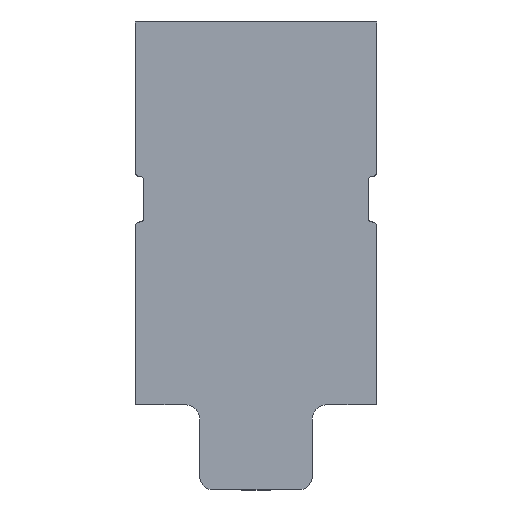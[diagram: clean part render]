
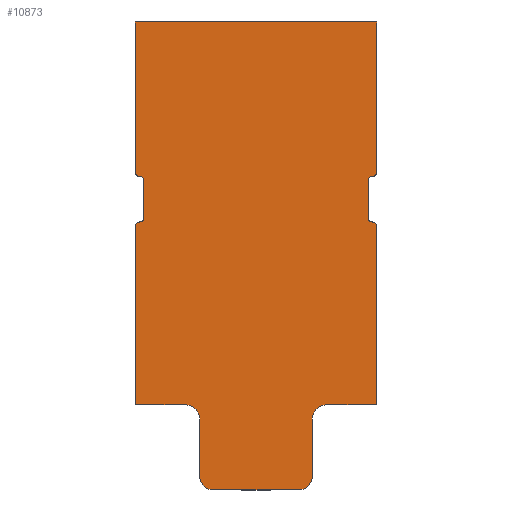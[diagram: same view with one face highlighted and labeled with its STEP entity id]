
A CAD part, top view. The second image highlights one B-rep face of the part: STEP entity #10873.
In plain terms, the highlighted planar face has unit normal (0, 0, 1).
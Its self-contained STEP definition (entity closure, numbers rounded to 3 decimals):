
#495=PLANE('',#11787);
#803=CIRCLE('',#11755,0.148);
#804=CIRCLE('',#11757,0.148);
#805=CIRCLE('',#11760,0.148);
#806=CIRCLE('',#11762,0.148);
#807=CIRCLE('',#11766,0.5);
#808=CIRCLE('',#11769,0.5);
#809=CIRCLE('',#11772,0.5);
#810=CIRCLE('',#11775,0.5);
#811=CIRCLE('',#11779,0.148);
#812=CIRCLE('',#11781,0.148);
#813=CIRCLE('',#11784,0.148);
#814=CIRCLE('',#11786,0.148);
#3594=ORIENTED_EDGE('',*,*,#5392,.T.);
#3595=ORIENTED_EDGE('',*,*,#5395,.T.);
#3596=ORIENTED_EDGE('',*,*,#5397,.T.);
#3597=ORIENTED_EDGE('',*,*,#5399,.T.);
#3598=ORIENTED_EDGE('',*,*,#5401,.T.);
#3599=ORIENTED_EDGE('',*,*,#5403,.T.);
#3600=ORIENTED_EDGE('',*,*,#5405,.T.);
#3601=ORIENTED_EDGE('',*,*,#5407,.T.);
#3602=ORIENTED_EDGE('',*,*,#5409,.T.);
#3603=ORIENTED_EDGE('',*,*,#5411,.T.);
#3604=ORIENTED_EDGE('',*,*,#5413,.T.);
#3605=ORIENTED_EDGE('',*,*,#5415,.T.);
#3606=ORIENTED_EDGE('',*,*,#5417,.T.);
#3607=ORIENTED_EDGE('',*,*,#5423,.T.);
#3608=ORIENTED_EDGE('',*,*,#5424,.T.);
#3609=ORIENTED_EDGE('',*,*,#5426,.T.);
#3610=ORIENTED_EDGE('',*,*,#5428,.T.);
#3611=ORIENTED_EDGE('',*,*,#5430,.T.);
#3612=ORIENTED_EDGE('',*,*,#5432,.T.);
#3613=ORIENTED_EDGE('',*,*,#5434,.T.);
#3614=ORIENTED_EDGE('',*,*,#5436,.T.);
#3615=ORIENTED_EDGE('',*,*,#5438,.T.);
#3616=ORIENTED_EDGE('',*,*,#5440,.T.);
#3617=ORIENTED_EDGE('',*,*,#5442,.T.);
#5392=EDGE_CURVE('',#6482,#6483,#7669,.T.);
#5395=EDGE_CURVE('',#6483,#6484,#7672,.T.);
#5397=EDGE_CURVE('',#6484,#6485,#7674,.T.);
#5399=EDGE_CURVE('',#6485,#6486,#803,.T.);
#5401=EDGE_CURVE('',#6486,#6487,#804,.T.);
#5403=EDGE_CURVE('',#6487,#6488,#7678,.T.);
#5405=EDGE_CURVE('',#6488,#6489,#805,.T.);
#5407=EDGE_CURVE('',#6489,#6490,#806,.T.);
#5409=EDGE_CURVE('',#6490,#6491,#7682,.T.);
#5411=EDGE_CURVE('',#6491,#6492,#7684,.T.);
#5413=EDGE_CURVE('',#6492,#6493,#807,.T.);
#5415=EDGE_CURVE('',#6493,#6494,#7687,.T.);
#5417=EDGE_CURVE('',#6494,#6495,#808,.T.);
#5423=EDGE_CURVE('',#6495,#6498,#7694,.T.);
#5424=EDGE_CURVE('',#6498,#6499,#809,.T.);
#5426=EDGE_CURVE('',#6499,#6500,#7696,.T.);
#5428=EDGE_CURVE('',#6500,#6501,#810,.T.);
#5430=EDGE_CURVE('',#6501,#6502,#7699,.T.);
#5432=EDGE_CURVE('',#6502,#6503,#7701,.T.);
#5434=EDGE_CURVE('',#6503,#6504,#811,.T.);
#5436=EDGE_CURVE('',#6504,#6505,#812,.T.);
#5438=EDGE_CURVE('',#6505,#6506,#7705,.T.);
#5440=EDGE_CURVE('',#6506,#6507,#813,.T.);
#5442=EDGE_CURVE('',#6507,#6482,#814,.T.);
#6482=VERTEX_POINT('',#18015);
#6483=VERTEX_POINT('',#18016);
#6484=VERTEX_POINT('',#18021);
#6485=VERTEX_POINT('',#18025);
#6486=VERTEX_POINT('',#18029);
#6487=VERTEX_POINT('',#18033);
#6488=VERTEX_POINT('',#18037);
#6489=VERTEX_POINT('',#18041);
#6490=VERTEX_POINT('',#18045);
#6491=VERTEX_POINT('',#18049);
#6492=VERTEX_POINT('',#18053);
#6493=VERTEX_POINT('',#18057);
#6494=VERTEX_POINT('',#18061);
#6495=VERTEX_POINT('',#18065);
#6498=VERTEX_POINT('',#18074);
#6499=VERTEX_POINT('',#18078);
#6500=VERTEX_POINT('',#18082);
#6501=VERTEX_POINT('',#18086);
#6502=VERTEX_POINT('',#18090);
#6503=VERTEX_POINT('',#18094);
#6504=VERTEX_POINT('',#18098);
#6505=VERTEX_POINT('',#18102);
#6506=VERTEX_POINT('',#18106);
#6507=VERTEX_POINT('',#18110);
#7669=LINE('',#18014,#8903);
#7672=LINE('',#18020,#8906);
#7674=LINE('',#18024,#8908);
#7678=LINE('',#18036,#8912);
#7682=LINE('',#18048,#8916);
#7684=LINE('',#18052,#8918);
#7687=LINE('',#18060,#8921);
#7694=LINE('',#18075,#8928);
#7696=LINE('',#18081,#8930);
#7699=LINE('',#18089,#8933);
#7701=LINE('',#18093,#8935);
#7705=LINE('',#18105,#8939);
#8903=VECTOR('',#14468,1000.);
#8906=VECTOR('',#14473,1000.);
#8908=VECTOR('',#14477,1000.);
#8912=VECTOR('',#14491,1000.);
#8916=VECTOR('',#14505,1000.);
#8918=VECTOR('',#14509,1000.);
#8921=VECTOR('',#14518,1000.);
#8928=VECTOR('',#14531,1000.);
#8930=VECTOR('',#14539,1000.);
#8933=VECTOR('',#14548,1000.);
#8935=VECTOR('',#14552,1000.);
#8939=VECTOR('',#14566,1000.);
#9569=EDGE_LOOP('',(#3594,#3595,#3596,#3597,#3598,#3599,#3600,#3601,#3602,
#3603,#3604,#3605,#3606,#3607,#3608,#3609,#3610,#3611,#3612,#3613,#3614,
#3615,#3616,#3617));
#10151=FACE_BOUND('',#9569,.T.);
#10873=ADVANCED_FACE('',(#10151),#495,.T.);
#11755=AXIS2_PLACEMENT_3D('',#18028,#14481,#14482);
#11757=AXIS2_PLACEMENT_3D('',#18032,#14486,#14487);
#11760=AXIS2_PLACEMENT_3D('',#18040,#14495,#14496);
#11762=AXIS2_PLACEMENT_3D('',#18044,#14500,#14501);
#11766=AXIS2_PLACEMENT_3D('',#18056,#14513,#14514);
#11769=AXIS2_PLACEMENT_3D('',#18064,#14522,#14523);
#11772=AXIS2_PLACEMENT_3D('',#18077,#14534,#14535);
#11775=AXIS2_PLACEMENT_3D('',#18085,#14543,#14544);
#11779=AXIS2_PLACEMENT_3D('',#18097,#14556,#14557);
#11781=AXIS2_PLACEMENT_3D('',#18101,#14561,#14562);
#11784=AXIS2_PLACEMENT_3D('',#18109,#14570,#14571);
#11786=AXIS2_PLACEMENT_3D('',#18113,#14575,#14576);
#11787=AXIS2_PLACEMENT_3D('',#18114,#14577,#14578);
#14468=DIRECTION('',(0.,1.,0.));
#14473=DIRECTION('',(-1.,0.,0.));
#14477=DIRECTION('',(0.,-1.,0.));
#14481=DIRECTION('',(0.,0.,1.));
#14482=DIRECTION('',(1.,0.,0.));
#14486=DIRECTION('',(0.,0.,-1.));
#14487=DIRECTION('',(-1.,0.,0.));
#14491=DIRECTION('',(0.,-1.,0.));
#14495=DIRECTION('',(0.,0.,-1.));
#14496=DIRECTION('',(-1.,0.,0.));
#14500=DIRECTION('',(0.,0.,1.));
#14501=DIRECTION('',(1.,0.,0.));
#14505=DIRECTION('',(0.,-1.,0.));
#14509=DIRECTION('',(1.,0.,0.));
#14513=DIRECTION('',(0.,0.,-1.));
#14514=DIRECTION('',(-1.,0.,0.));
#14518=DIRECTION('',(0.,-1.,0.));
#14522=DIRECTION('',(0.,0.,1.));
#14523=DIRECTION('',(1.,0.,0.));
#14531=DIRECTION('',(1.,0.,0.));
#14534=DIRECTION('',(0.,0.,1.));
#14535=DIRECTION('',(-1.,0.,0.));
#14539=DIRECTION('',(0.,1.,0.));
#14543=DIRECTION('',(0.,0.,-1.));
#14544=DIRECTION('',(1.,0.,0.));
#14548=DIRECTION('',(1.,0.,0.));
#14552=DIRECTION('',(0.,1.,0.));
#14556=DIRECTION('',(0.,0.,1.));
#14557=DIRECTION('',(1.,0.,0.));
#14561=DIRECTION('',(0.,0.,-1.));
#14562=DIRECTION('',(1.,0.,0.));
#14566=DIRECTION('',(0.,1.,0.));
#14570=DIRECTION('',(0.,0.,-1.));
#14571=DIRECTION('',(1.,0.,0.));
#14575=DIRECTION('',(0.,0.,1.));
#14576=DIRECTION('',(-1.,0.,0.));
#14577=DIRECTION('',(0.,0.,1.));
#14578=DIRECTION('',(1.,0.,0.));
#18014=CARTESIAN_POINT('',(4.25,0.95,0.));
#18015=CARTESIAN_POINT('',(4.25,0.95,0.));
#18016=CARTESIAN_POINT('',(4.25,6.25,0.));
#18020=CARTESIAN_POINT('',(4.25,6.25,0.));
#18021=CARTESIAN_POINT('',(-4.25,6.25,0.));
#18024=CARTESIAN_POINT('',(-4.25,6.25,0.));
#18025=CARTESIAN_POINT('',(-4.25,0.95,0.));
#18028=CARTESIAN_POINT('',(-4.102,0.95,0.));
#18029=CARTESIAN_POINT('',(-4.1,0.802,0.));
#18032=CARTESIAN_POINT('',(-4.098,0.655,0.));
#18033=CARTESIAN_POINT('',(-3.95,0.655,0.));
#18036=CARTESIAN_POINT('',(-3.95,-0.655,0.));
#18037=CARTESIAN_POINT('',(-3.95,-0.655,0.));
#18040=CARTESIAN_POINT('',(-4.098,-0.655,0.));
#18041=CARTESIAN_POINT('',(-4.1,-0.802,0.));
#18044=CARTESIAN_POINT('',(-4.102,-0.95,0.));
#18045=CARTESIAN_POINT('',(-4.25,-0.95,0.));
#18048=CARTESIAN_POINT('',(-4.25,-0.95,0.));
#18049=CARTESIAN_POINT('',(-4.25,-7.25,0.));
#18052=CARTESIAN_POINT('',(-4.25,-7.25,0.));
#18053=CARTESIAN_POINT('',(-2.49,-7.25,0.));
#18056=CARTESIAN_POINT('',(-2.49,-7.75,0.));
#18057=CARTESIAN_POINT('',(-1.99,-7.75,0.));
#18060=CARTESIAN_POINT('',(-1.99,-7.75,0.));
#18061=CARTESIAN_POINT('',(-1.99,-9.75,0.));
#18064=CARTESIAN_POINT('',(-1.49,-9.75,0.));
#18065=CARTESIAN_POINT('',(-1.49,-10.25,0.));
#18074=CARTESIAN_POINT('',(1.49,-10.25,0.));
#18075=CARTESIAN_POINT('',(-1.49,-10.25,0.));
#18077=CARTESIAN_POINT('',(1.49,-9.75,0.));
#18078=CARTESIAN_POINT('',(1.99,-9.75,0.));
#18081=CARTESIAN_POINT('',(1.99,-7.75,0.));
#18082=CARTESIAN_POINT('',(1.99,-7.75,0.));
#18085=CARTESIAN_POINT('',(2.49,-7.75,0.));
#18086=CARTESIAN_POINT('',(2.49,-7.25,0.));
#18089=CARTESIAN_POINT('',(4.25,-7.25,0.));
#18090=CARTESIAN_POINT('',(4.25,-7.25,0.));
#18093=CARTESIAN_POINT('',(4.25,-7.25,0.));
#18094=CARTESIAN_POINT('',(4.25,-0.95,0.));
#18097=CARTESIAN_POINT('',(4.102,-0.95,0.));
#18098=CARTESIAN_POINT('',(4.1,-0.802,0.));
#18101=CARTESIAN_POINT('',(4.098,-0.655,0.));
#18102=CARTESIAN_POINT('',(3.95,-0.655,0.));
#18105=CARTESIAN_POINT('',(3.95,-0.655,0.));
#18106=CARTESIAN_POINT('',(3.95,0.655,0.));
#18109=CARTESIAN_POINT('',(4.098,0.655,0.));
#18110=CARTESIAN_POINT('',(4.1,0.802,0.));
#18113=CARTESIAN_POINT('',(4.102,0.95,0.));
#18114=CARTESIAN_POINT('',(-4.102,0.95,0.));
